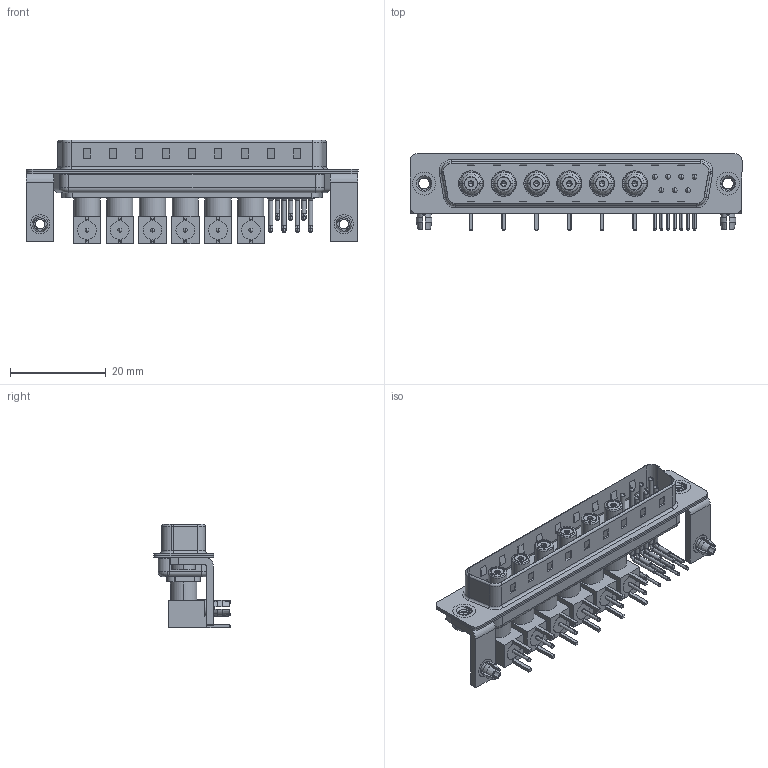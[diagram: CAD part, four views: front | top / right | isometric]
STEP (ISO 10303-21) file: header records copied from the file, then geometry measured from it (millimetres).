
FILE_DESCRIPTION (( 'STEP AP203' ), '1' );
FILE_NAME ('629-13W6640-5TB.STEP', '2022-05-14T19:00:03', ( '' ), ( '' ), 'SwSTEP 2.0', 'SolidWorks 2020', '' );
FILE_SCHEMA (( 'CONFIG_CONTROL_DESIGN' ));
Length unit declared in the file: millimetre
Products named in the file (22): Socket_RA; Co-Ax Jack_RA PC Tail; Co-Ax Jack Assy_RA; 629Combo Stabilizer Bracket; 629Combo Contact Row 2; 629Combo Shell Front_37 Contacts; 629Combo Housing_13W6; Insulator RA Pin; 629-13W6640-5TB; 629Combo Shell Rear_37 Contacts; RA Back Shell; 629Combo Threaded Rivet_2; Insulator Socket; 629Combo Board Lock; Locking Collar; Insulator Socket 2; 629Combo Contact Row 1
Assembly tree (64 placements, depth 3):
  629-13W6640-5TB
    629Combo Housing_13W6
    629Combo Shell Rear_37 Contacts
    629Combo Shell Front_37 Contacts
    629Combo Threaded Rivet_2  x2
    629Combo Stabilizer Bracket  x2
    629Combo Board Lock  x2
    Co-Ax Jack Assy_RA
      Co-Ax Jack_RA PC Tail
      Insulator Socket
      Insulator Socket 2
      Locking Collar
      Socket_RA
      RA Back Shell
      Insulator RA Pin
    Co-Ax Jack Assy_RA
      Co-Ax Jack_RA PC Tail
      Insulator Socket
      Insulator Socket 2
      Locking Collar
      Socket_RA
      RA Back Shell
      Insulator RA Pin
    Co-Ax Jack Assy_RA
      Co-Ax Jack_RA PC Tail
      Insulator Socket
      Insulator Socket 2
      Locking Collar
      Socket_RA
      RA Back Shell
      Insulator RA Pin
    Co-Ax Jack Assy_RA
      Co-Ax Jack_RA PC Tail
      Insulator Socket
      Insulator Socket 2
      Locking Collar
      Socket_RA
      RA Back Shell
      Insulator RA Pin
    Co-Ax Jack Assy_RA
      Co-Ax Jack_RA PC Tail
      Insulator Socket
      Insulator Socket 2
      Locking Collar
      Socket_RA
      RA Back Shell
      Insulator RA Pin
    Co-Ax Jack Assy_RA
      Co-Ax Jack_RA PC Tail
      Insulator Socket
      Insulator Socket 2
      Locking Collar
      Socket_RA
      RA Back Shell
      Insulator RA Pin
    629Combo Contact Row 1  x4
    629Combo Contact Row 2  x3
Bounding box: 69.4 x 16 x 21.71 mm (x, y, z)
Volume: 5885.2 mm3; surface area: 15803.6 mm2
Topology: 58 solids, 58 shells, 2234 faces, 5677 edges, 3610 vertices
Faces by surface type: plane 1061, cylinder 851, cone 170, torus 86, bspline 54, sphere 12
Entity records: 32469 total; most frequent: CARTESIAN_POINT 6629, DIRECTION 4882, ORIENTED_EDGE 4518, EDGE_CURVE 2259, AXIS2_PLACEMENT_3D 1753, VERTEX_POINT 1453, LINE 1376, VECTOR 1376
